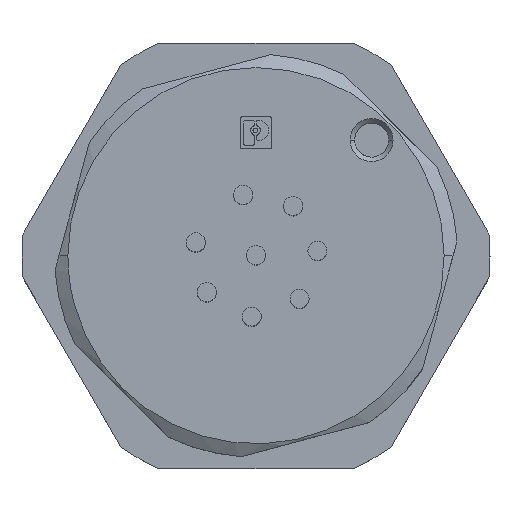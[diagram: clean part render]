
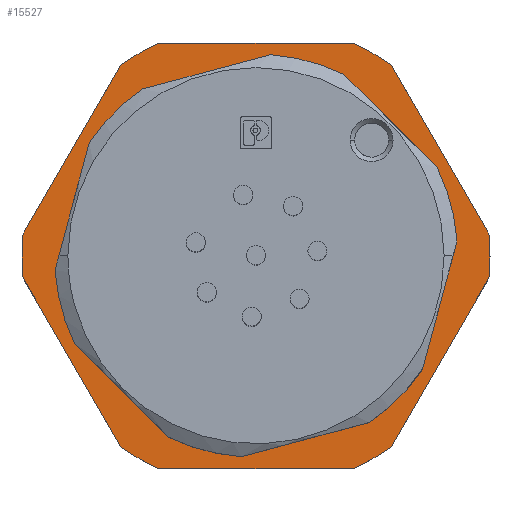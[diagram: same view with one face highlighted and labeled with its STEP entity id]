
A CAD part, top view. The second image highlights one B-rep face of the part: STEP entity #15527.
In plain terms, the highlighted planar face has unit normal (0, 0, 1).
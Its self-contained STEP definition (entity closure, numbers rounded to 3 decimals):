
#1163=B_SPLINE_CURVE_WITH_KNOTS('',3,(#28606,#28607,#28608,#28609,#28610,
#28611,#28612,#28613,#28614,#28615,#28616,#28617),.UNSPECIFIED.,.F.,.U.,
(4,2,2,2,2,4),(-7.091,-6.069,-5.262,-3.689,
-2.085,0.),.UNSPECIFIED.);
#1164=B_SPLINE_CURVE_WITH_KNOTS('',3,(#28625,#28626,#28627,#28628,#28629,
#28630,#28631,#28632,#28633,#28634),.UNSPECIFIED.,.F.,.U.,(4,2,2,2,4),(-6.952,
-5.4,-3.861,-1.964,0.),.UNSPECIFIED.);
#1165=B_SPLINE_CURVE_WITH_KNOTS('',3,(#28636,#28637,#28638,#28639),
 .UNSPECIFIED.,.F.,.U.,(4,4),(-0.956,0.),.UNSPECIFIED.);
#1739=VECTOR('',#17469,1.);
#1740=VECTOR('',#17472,1.);
#1741=VECTOR('',#17475,1.);
#1742=VECTOR('',#17478,1.);
#1743=VECTOR('',#17481,1.);
#1744=VECTOR('',#17484,1.);
#1745=VECTOR('',#17487,1.);
#1746=VECTOR('',#17490,1.);
#1747=VECTOR('',#17491,1.);
#1748=VECTOR('',#17494,1.);
#3162=LINE('',#28575,#1739);
#3163=LINE('',#28580,#1740);
#3164=LINE('',#28584,#1741);
#3165=LINE('',#28588,#1742);
#3166=LINE('',#28592,#1743);
#3167=LINE('',#28596,#1744);
#3168=LINE('',#28599,#1745);
#3169=LINE('',#28604,#1746);
#3170=LINE('',#28619,#1747);
#3171=LINE('',#28623,#1748);
#4787=VERTEX_POINT('',#28576);
#4788=VERTEX_POINT('',#28577);
#4789=VERTEX_POINT('',#28579);
#4790=VERTEX_POINT('',#28581);
#4791=VERTEX_POINT('',#28583);
#4792=VERTEX_POINT('',#28585);
#4793=VERTEX_POINT('',#28587);
#4794=VERTEX_POINT('',#28589);
#4795=VERTEX_POINT('',#28591);
#4796=VERTEX_POINT('',#28593);
#4797=VERTEX_POINT('',#28595);
#4798=VERTEX_POINT('',#28597);
#4799=VERTEX_POINT('',#28600);
#4800=VERTEX_POINT('',#28601);
#4801=VERTEX_POINT('',#28603);
#4802=VERTEX_POINT('',#28605);
#4803=VERTEX_POINT('',#28618);
#4804=VERTEX_POINT('',#28620);
#4805=VERTEX_POINT('',#28622);
#4806=VERTEX_POINT('',#28624);
#4807=VERTEX_POINT('',#28635);
#6175=CIRCLE('',#16431,10.45);
#6176=CIRCLE('',#16432,10.45);
#6177=CIRCLE('',#16433,10.45);
#6178=CIRCLE('',#16434,10.45);
#6179=CIRCLE('',#16435,10.45);
#6180=CIRCLE('',#16436,10.45);
#6181=CIRCLE('',#16437,6.93);
#6182=CIRCLE('',#16438,6.93);
#6733=EDGE_CURVE('',#4787,#4788,#3162,.F.);
#6734=EDGE_CURVE('',#4789,#4788,#6175,.F.);
#6735=EDGE_CURVE('',#4789,#4790,#3163,.F.);
#6736=EDGE_CURVE('',#4791,#4790,#6176,.F.);
#6737=EDGE_CURVE('',#4791,#4792,#3164,.F.);
#6738=EDGE_CURVE('',#4793,#4792,#6177,.F.);
#6739=EDGE_CURVE('',#4793,#4794,#3165,.F.);
#6740=EDGE_CURVE('',#4794,#4795,#6178,.T.);
#6741=EDGE_CURVE('',#4795,#4796,#3166,.F.);
#6742=EDGE_CURVE('',#4796,#4797,#6179,.T.);
#6743=EDGE_CURVE('',#4797,#4798,#3167,.F.);
#6744=EDGE_CURVE('',#4798,#4787,#6180,.T.);
#6745=EDGE_CURVE('',#4799,#4800,#3168,.F.);
#6746=EDGE_CURVE('',#4799,#4801,#6181,.F.);
#6747=EDGE_CURVE('',#4802,#4801,#3169,.F.);
#6748=EDGE_CURVE('',#4803,#4802,#1163,.F.);
#6749=EDGE_CURVE('',#4804,#4803,#3170,.F.);
#6750=EDGE_CURVE('',#4804,#4805,#6182,.F.);
#6751=EDGE_CURVE('',#4806,#4805,#3171,.F.);
#6752=EDGE_CURVE('',#4807,#4806,#1164,.F.);
#6753=EDGE_CURVE('',#4800,#4807,#1165,.F.);
#9292=ORIENTED_EDGE('',*,*,#6733,.T.);
#9293=ORIENTED_EDGE('',*,*,#6734,.F.);
#9294=ORIENTED_EDGE('',*,*,#6735,.T.);
#9295=ORIENTED_EDGE('',*,*,#6736,.F.);
#9296=ORIENTED_EDGE('',*,*,#6737,.T.);
#9297=ORIENTED_EDGE('',*,*,#6738,.F.);
#9298=ORIENTED_EDGE('',*,*,#6739,.T.);
#9299=ORIENTED_EDGE('',*,*,#6740,.T.);
#9300=ORIENTED_EDGE('',*,*,#6741,.T.);
#9301=ORIENTED_EDGE('',*,*,#6742,.T.);
#9302=ORIENTED_EDGE('',*,*,#6743,.T.);
#9303=ORIENTED_EDGE('',*,*,#6744,.T.);
#9304=ORIENTED_EDGE('',*,*,#6745,.F.);
#9305=ORIENTED_EDGE('',*,*,#6746,.T.);
#9306=ORIENTED_EDGE('',*,*,#6747,.F.);
#9307=ORIENTED_EDGE('',*,*,#6748,.F.);
#9308=ORIENTED_EDGE('',*,*,#6749,.F.);
#9309=ORIENTED_EDGE('',*,*,#6750,.T.);
#9310=ORIENTED_EDGE('',*,*,#6751,.F.);
#9311=ORIENTED_EDGE('',*,*,#6752,.F.);
#9312=ORIENTED_EDGE('',*,*,#6753,.F.);
#13620=EDGE_LOOP('',(#9292,#9293,#9294,#9295,#9296,#9297,#9298,#9299,#9300,
#9301,#9302,#9303));
#13621=EDGE_LOOP('',(#9304,#9305,#9306,#9307,#9308,#9309,#9310,#9311,#9312));
#14577=FACE_BOUND('',#13620,.T.);
#14578=FACE_BOUND('',#13621,.T.);
#15527=ADVANCED_FACE('',(#14577,#14578),#40124,.T.);
#16430=AXIS2_PLACEMENT_3D('',#28574,#17468,$);
#16431=AXIS2_PLACEMENT_3D('',#28578,#17470,#17471);
#16432=AXIS2_PLACEMENT_3D('',#28582,#17473,#17474);
#16433=AXIS2_PLACEMENT_3D('',#28586,#17476,#17477);
#16434=AXIS2_PLACEMENT_3D('',#28590,#17479,#17480);
#16435=AXIS2_PLACEMENT_3D('',#28594,#17482,#17483);
#16436=AXIS2_PLACEMENT_3D('',#28598,#17485,#17486);
#16437=AXIS2_PLACEMENT_3D('',#28602,#17488,#17489);
#16438=AXIS2_PLACEMENT_3D('',#28621,#17492,#17493);
#17468=DIRECTION('',(0.,0.,1.));
#17469=DIRECTION('',(-1.,0.,0.));
#17470=DIRECTION('',(0.,0.,1.));
#17471=DIRECTION('',(0.,-10.45,0.));
#17472=DIRECTION('',(-0.5,-0.866,0.));
#17473=DIRECTION('',(0.,0.,1.));
#17474=DIRECTION('',(0.,-10.45,0.));
#17475=DIRECTION('',(0.5,-0.866,0.));
#17476=DIRECTION('',(0.,0.,1.));
#17477=DIRECTION('',(0.,-10.45,0.));
#17478=DIRECTION('',(1.,0.,0.));
#17479=DIRECTION('',(0.,0.,1.));
#17480=DIRECTION('',(0.,-10.45,0.));
#17481=DIRECTION('',(0.5,0.866,0.));
#17482=DIRECTION('',(0.,0.,1.));
#17483=DIRECTION('',(0.,-10.45,0.));
#17484=DIRECTION('',(-0.5,0.866,0.));
#17485=DIRECTION('',(0.,0.,1.));
#17486=DIRECTION('',(0.,-10.45,0.));
#17487=DIRECTION('',(-1.,0.,0.));
#17488=DIRECTION('',(0.,0.,1.));
#17489=DIRECTION('',(0.,6.93,0.));
#17490=DIRECTION('',(-0.707,0.707,0.));
#17491=DIRECTION('',(1.,0.,0.));
#17492=DIRECTION('',(0.,0.,1.));
#17493=DIRECTION('',(0.,6.93,0.));
#17494=DIRECTION('',(0.707,-0.707,0.));
#28574=CARTESIAN_POINT('',(0.,0.,15.5));
#28575=CARTESIAN_POINT('',(-2.177,-9.5,15.5));
#28576=CARTESIAN_POINT('',(-4.353,-9.5,15.5));
#28577=CARTESIAN_POINT('',(4.353,-9.5,15.5));
#28578=CARTESIAN_POINT('',(0.,0.,15.5));
#28579=CARTESIAN_POINT('',(6.051,-8.52,15.5));
#28580=CARTESIAN_POINT('',(7.139,-6.635,15.5));
#28581=CARTESIAN_POINT('',(10.404,-0.98,15.5));
#28582=CARTESIAN_POINT('',(0.,0.,15.5));
#28583=CARTESIAN_POINT('',(10.404,0.98,15.5));
#28584=CARTESIAN_POINT('',(9.316,2.865,15.5));
#28585=CARTESIAN_POINT('',(6.051,8.52,15.5));
#28586=CARTESIAN_POINT('',(0.,0.,15.5));
#28587=CARTESIAN_POINT('',(4.353,9.5,15.5));
#28588=CARTESIAN_POINT('',(2.177,9.5,15.5));
#28589=CARTESIAN_POINT('',(-4.353,9.5,15.5));
#28590=CARTESIAN_POINT('',(0.,0.,15.5));
#28591=CARTESIAN_POINT('',(-6.051,8.52,15.5));
#28592=CARTESIAN_POINT('',(-7.139,6.635,15.5));
#28593=CARTESIAN_POINT('',(-10.404,0.98,15.5));
#28594=CARTESIAN_POINT('',(0.,0.,15.5));
#28595=CARTESIAN_POINT('',(-10.404,-0.98,15.5));
#28596=CARTESIAN_POINT('',(-9.316,-2.865,15.5));
#28597=CARTESIAN_POINT('',(-6.051,-8.52,15.5));
#28598=CARTESIAN_POINT('',(0.,0.,15.5));
#28599=CARTESIAN_POINT('',(-2.107,-6.8,15.5));
#28600=CARTESIAN_POINT('',(-1.336,-6.8,15.5));
#28601=CARTESIAN_POINT('',(1.661,-6.8,15.5));
#28602=CARTESIAN_POINT('',(0.,0.,15.5));
#28603=CARTESIAN_POINT('',(-3.864,-5.753,15.5));
#28604=CARTESIAN_POINT('',(-8.344,-1.273,15.5));
#28605=CARTESIAN_POINT('',(-6.261,-3.355,15.5));
#28606=CARTESIAN_POINT('',(-6.243,-3.385,15.5));
#28607=CARTESIAN_POINT('',(-6.424,-3.091,15.5));
#28608=CARTESIAN_POINT('',(-6.665,-2.663,15.5));
#28609=CARTESIAN_POINT('',(-7.047,-1.619,15.5));
#28610=CARTESIAN_POINT('',(-7.168,-1.141,15.5));
#28611=CARTESIAN_POINT('',(-7.38,0.29,15.5));
#28612=CARTESIAN_POINT('',(-7.332,1.256,15.5));
#28613=CARTESIAN_POINT('',(-6.866,3.135,15.5));
#28614=CARTESIAN_POINT('',(-6.447,4.027,15.5));
#28615=CARTESIAN_POINT('',(-5.117,5.84,15.5));
#28616=CARTESIAN_POINT('',(-4.279,6.453,15.5));
#28617=CARTESIAN_POINT('',(-3.687,6.819,15.5));
#28618=CARTESIAN_POINT('',(-3.717,6.8,15.5));
#28619=CARTESIAN_POINT('',(2.107,6.8,15.5));
#28620=CARTESIAN_POINT('',(1.336,6.8,15.5));
#28621=CARTESIAN_POINT('',(0.,0.,15.5));
#28622=CARTESIAN_POINT('',(3.173,6.161,15.5));
#28623=CARTESIAN_POINT('',(8.202,1.131,15.5));
#28624=CARTESIAN_POINT('',(7.204,2.13,15.5));
#28625=CARTESIAN_POINT('',(7.197,2.159,15.5));
#28626=CARTESIAN_POINT('',(7.332,1.598,15.5));
#28627=CARTESIAN_POINT('',(7.402,1.021,15.5));
#28628=CARTESIAN_POINT('',(7.408,-0.128,15.5));
#28629=CARTESIAN_POINT('',(7.343,-0.697,15.5));
#28630=CARTESIAN_POINT('',(7.056,-1.933,15.5));
#28631=CARTESIAN_POINT('',(6.74,-2.862,15.5));
#28632=CARTESIAN_POINT('',(5.364,-4.792,15.5));
#28633=CARTESIAN_POINT('',(4.585,-5.373,15.5));
#28634=CARTESIAN_POINT('',(4.03,-5.721,15.5));
#28635=CARTESIAN_POINT('',(4.06,-5.702,15.5));
#28636=CARTESIAN_POINT('',(4.09,-5.681,15.5));
#28637=CARTESIAN_POINT('',(2.982,-6.477,15.5));
#28638=CARTESIAN_POINT('',(1.941,-6.732,15.5));
#28639=CARTESIAN_POINT('',(1.631,-6.807,15.5));
#40124=PLANE('',#16430);
